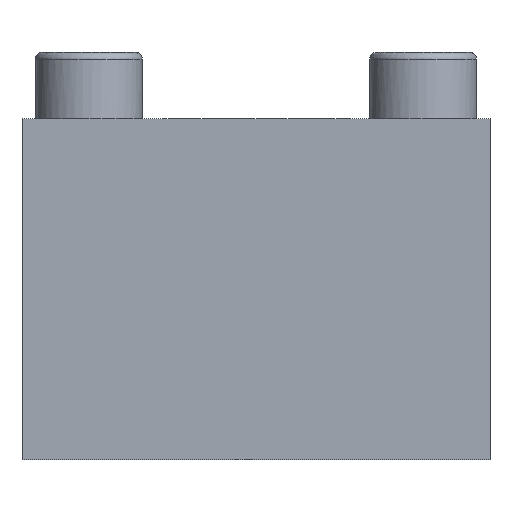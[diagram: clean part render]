
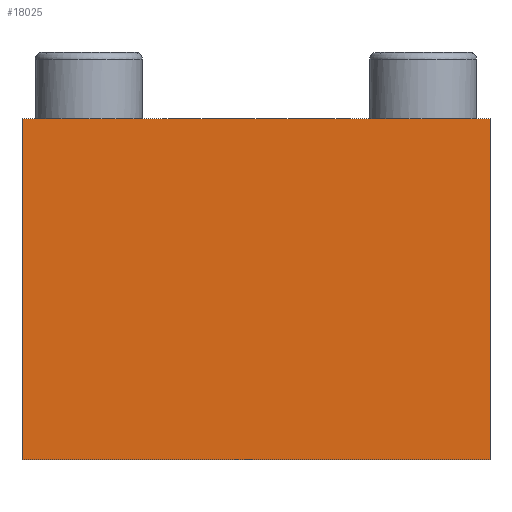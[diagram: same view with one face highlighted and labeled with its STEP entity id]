
A CAD part, front view. The second image highlights one B-rep face of the part: STEP entity #18025.
In plain terms, the highlighted planar face has unit normal (0, -1, 0).
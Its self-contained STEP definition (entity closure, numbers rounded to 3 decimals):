
#66=CARTESIAN_POINT('',(-35.,-125.,41.));
#67=VERTEX_POINT('',#66);
#74=CARTESIAN_POINT('',(35.,-125.,41.));
#75=VERTEX_POINT('',#74);
#76=CARTESIAN_POINT('',(-35.,-125.,41.));
#77=DIRECTION('',(1.,0.,-0.));
#78=VECTOR('',#77,70.);
#79=LINE('',#76,#78);
#80=EDGE_CURVE('',#67,#75,#79,.T.);
#17976=CARTESIAN_POINT('',(-35.,-125.,-10.));
#17977=VERTEX_POINT('',#17976);
#17978=CARTESIAN_POINT('',(-35.,-125.,41.));
#17979=DIRECTION('',(-0.,0.,-1.));
#17980=VECTOR('',#17979,51.);
#17981=LINE('',#17978,#17980);
#17982=EDGE_CURVE('',#67,#17977,#17981,.T.);
#18002=CARTESIAN_POINT('',(35.,-125.,31.));
#18003=DIRECTION('',(-0.,-1.,-0.));
#18004=DIRECTION('',(-1.,0.,0.));
#18005=AXIS2_PLACEMENT_3D('',#18002,#18003,#18004);
#18006=PLANE('',#18005);
#18007=CARTESIAN_POINT('',(35.,-125.,-10.));
#18008=VERTEX_POINT('',#18007);
#18009=CARTESIAN_POINT('',(35.,-125.,41.));
#18010=DIRECTION('',(0.,0.,-1.));
#18011=VECTOR('',#18010,51.);
#18012=LINE('',#18009,#18011);
#18013=EDGE_CURVE('',#75,#18008,#18012,.T.);
#18014=ORIENTED_EDGE('',*,*,#18013,.F.);
#18015=ORIENTED_EDGE('',*,*,#80,.F.);
#18016=ORIENTED_EDGE('',*,*,#17982,.T.);
#18017=CARTESIAN_POINT('',(35.,-125.,-10.));
#18018=DIRECTION('',(-1.,0.,0.));
#18019=VECTOR('',#18018,70.);
#18020=LINE('',#18017,#18019);
#18021=EDGE_CURVE('',#18008,#17977,#18020,.T.);
#18022=ORIENTED_EDGE('',*,*,#18021,.F.);
#18023=EDGE_LOOP('',(#18014,#18015,#18016,#18022));
#18024=FACE_BOUND('',#18023,.T.);
#18025=ADVANCED_FACE('',(#18024),#18006,.T.);
